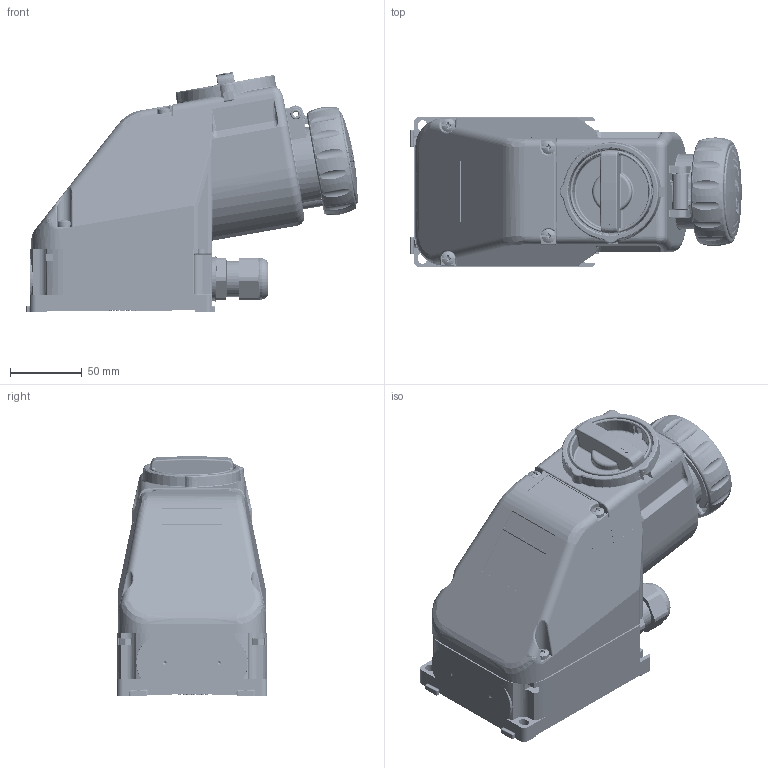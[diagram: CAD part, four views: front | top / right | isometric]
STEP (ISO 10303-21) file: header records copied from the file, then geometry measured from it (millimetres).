
FILE_DESCRIPTION (( 'STEP AP203' ), '1' );
FILE_NAME ('8570-11-3__-ap203.STEP', '2012-11-13T07:10:06', ( 'Admin' ), ( 'R. STAHL AG' ), 'SwSTEP 2.0', 'SolidWorks 2012', '' );
FILE_SCHEMA (( 'CONFIG_CONTROL_DESIGN' ));
Products named in the file (38): 8570-11-3__-ap203; 85_709_02_95_0; 85_709_02_05_0; 85_709_02_05_0_Dichtung; 85_709_09_55_0; 82_900_09_59_0_ohne Beschriftung; 515_610_0; 82_909_02_59_0_ohne Beschriftung; 81_610_78_01_0; Staubschutzkappe_M25; Anschlussgewindedichtung_M25; 81_610_78_01_0_Hutmutter; 81_610_78_01_0_Reduzierdichtung; 81_610_78_01_0_Dichtung; 81_610_78_01_0_Stutzen; 509_643_0; 509_643_1; 506_770_0_M5; 85_700_20_49_0_3d export-s; 85_709_20_28_0_85_709_23_28_0; 85_709_01_05_0; 85_709_01_05_0_Dichtung; 85_759_01_94_0_montiert; 506_797_0_geb”rdelt; 85_709_06_14_0; 505_697_0; 85_700_01_16_0; 505_744_0_Vereinfacht; 515_843_0_8570 einbau; 85_709_01_16_0; 85_709_04_14_0; 85_709_04_14_0_Dichtung; 85_709_01_49_0; 85_709_26_04_0
Assembly tree (50 placements, depth 5):
  8570-11-3__-ap203
    85_709_26_04_0
    85_700_20_49_0_3d export-s
      85_709_01_49_0
      85_700_01_16_0
        85_709_04_14_0
          85_709_04_14_0
          85_709_04_14_0_Dichtung
        85_709_01_16_0
        515_843_0_8570 einbau
        505_744_0_Vereinfacht
      505_697_0  x4
      85_709_06_14_0  x4
      506_797_0_geb”rdelt
      85_759_01_94_0_montiert
      85_709_01_05_0
        85_709_01_05_0
        85_709_01_05_0_Dichtung
      85_709_20_28_0_85_709_23_28_0
    506_770_0_M5  x4
    509_643_0  x4
      509_643_0
      509_643_1
    81_610_78_01_0
      81_610_78_01_0_Stutzen
      81_610_78_01_0_Dichtung
      81_610_78_01_0_Reduzierdichtung
      81_610_78_01_0_Hutmutter
      Anschlussgewindedichtung_M25
      Staubschutzkappe_M25
    82_900_09_59_0_ohne Beschriftung
      82_909_02_59_0_ohne Beschriftung
      515_610_0
    85_709_09_55_0  x2
    85_709_02_05_0
      85_709_02_05_0
      85_709_02_05_0_Dichtung
    85_709_02_95_0
Bounding box: 231.31 x 105 x 167.28 mm (x, y, z)
Volume: 584025.1 mm3; surface area: 388309.6 mm2
Topology: 46 solids, 46 shells, 6741 faces, 18009 edges, 11526 vertices
Faces by surface type: plane 2842, cylinder 1691, bspline 1232, torus 442, cone 440, sphere 94
Entity records: 225096 total; most frequent: CARTESIAN_POINT 84385, ORIENTED_EDGE 30010, DIRECTION 26681, EDGE_CURVE 15005, VERTEX_POINT 9604, AXIS2_PLACEMENT_3D 9282, VECTOR 8117, LINE 8117
